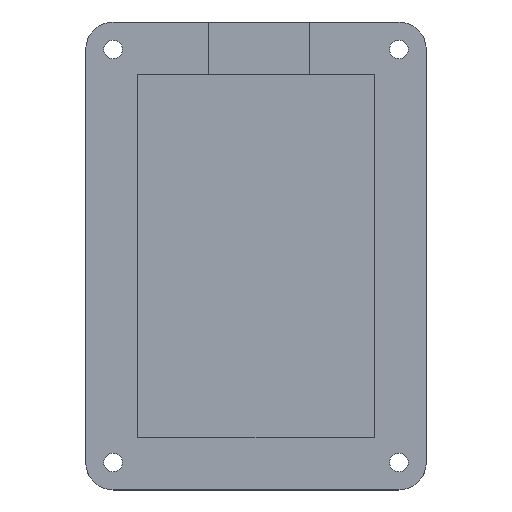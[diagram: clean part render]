
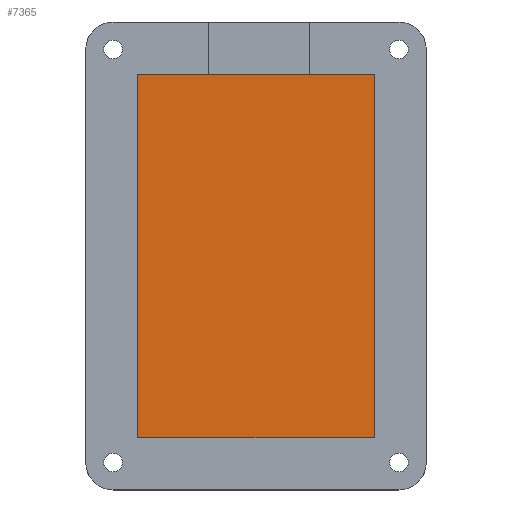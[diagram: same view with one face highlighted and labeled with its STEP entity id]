
A CAD part, top view. The second image highlights one B-rep face of the part: STEP entity #7365.
In plain terms, the highlighted planar face has unit normal (0, 0, 1).
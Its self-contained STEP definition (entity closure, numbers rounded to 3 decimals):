
#194=PLANE('',#7525);
#582=FACE_OUTER_BOUND('',#1007,.T.);
#1007=EDGE_LOOP('',(#6643,#6644,#6645,#6646));
#1563=LINE('',#15144,#2112);
#1564=LINE('',#15146,#2113);
#1565=LINE('',#15148,#2114);
#1566=LINE('',#15149,#2115);
#2112=VECTOR('',#8344,10.);
#2113=VECTOR('',#8345,10.);
#2114=VECTOR('',#8346,10.);
#2115=VECTOR('',#8347,10.);
#3388=VERTEX_POINT('',#15142);
#3389=VERTEX_POINT('',#15143);
#3390=VERTEX_POINT('',#15145);
#3391=VERTEX_POINT('',#15147);
#4483=EDGE_CURVE('',#3388,#3389,#1563,.T.);
#4484=EDGE_CURVE('',#3390,#3388,#1564,.T.);
#4485=EDGE_CURVE('',#3391,#3390,#1565,.T.);
#4486=EDGE_CURVE('',#3389,#3391,#1566,.T.);
#6643=ORIENTED_EDGE('',*,*,#4483,.F.);
#6644=ORIENTED_EDGE('',*,*,#4484,.F.);
#6645=ORIENTED_EDGE('',*,*,#4485,.F.);
#6646=ORIENTED_EDGE('',*,*,#4486,.F.);
#7365=ADVANCED_FACE('',(#582),#194,.T.);
#7525=AXIS2_PLACEMENT_3D('',#15141,#8342,#8343);
#8342=DIRECTION('center_axis',(0.,0.,1.));
#8343=DIRECTION('ref_axis',(1.,0.,0.));
#8344=DIRECTION('',(0.,1.,0.));
#8345=DIRECTION('',(-1.,0.,0.));
#8346=DIRECTION('',(0.,-1.,0.));
#8347=DIRECTION('',(1.,0.,0.));
#15141=CARTESIAN_POINT('Origin',(21.51,33.1,3.));
#15142=CARTESIAN_POINT('',(0.,0.,3.));
#15143=CARTESIAN_POINT('',(0.,66.2,3.));
#15144=CARTESIAN_POINT('',(0.,16.55,3.));
#15145=CARTESIAN_POINT('',(43.02,0.,3.));
#15146=CARTESIAN_POINT('',(32.265,0.,3.));
#15147=CARTESIAN_POINT('',(43.02,66.2,3.));
#15148=CARTESIAN_POINT('',(43.02,49.65,3.));
#15149=CARTESIAN_POINT('',(10.755,66.2,3.));
